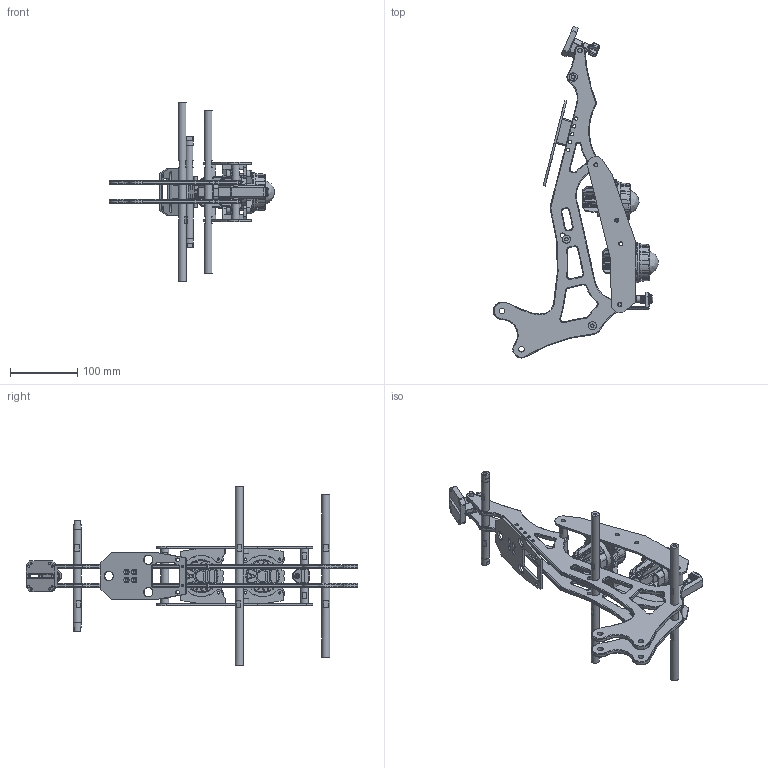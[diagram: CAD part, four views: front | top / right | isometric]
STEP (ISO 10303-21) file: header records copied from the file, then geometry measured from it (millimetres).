
FILE_DESCRIPTION(/* description */ (''),/* implementation_level */ '2;1');
FILE_NAME(/* name */ 'TOWER_GLOBAL_ASSY.step',/* time_stamp */ '2025-08-25T19:37:32+02:00',/* author */ (''),/* organization */ (''),/* preprocessor_version */ 'ST-DEVELOPER v20.1',/* originating_system */ 'Autodesk Translation Framework v14.10.0.0',/* authorisation */ '');
FILE_SCHEMA (('AUTOMOTIVE_DESIGN { 1 0 10303 214 3 1 1 }'));
Length unit declared in the file: millimetre
Products named in the file (20): TOWER_GLOBAL_ASSY; MM_FRAME_SPACER_M6; MAIN_FRAME; HIGH_ROD; HIGH_ROD_END; LOW_ROD; FF_LIGHT_SPACER; GPS_CLAMP_LOW; GPS_CLAMP_HIGH; GPS_AMPS_PLATE; M60_BRACKET_B; LIGHTS_SIDE_PLATE; M60_BRACKET_A; DASHBOARD_SUPPORT; DASHBOARD_PLATE; M60 v6; PARKING_LIGHT_HOLDER; T_T_Park_light; GPS_KNOB; MIDDLE_ROD
Assembly tree (36 placements, depth 2):
  TOWER_GLOBAL_ASSY
    MM_FRAME_SPACER_M6  x6
    MAIN_FRAME  x2
    HIGH_ROD  x2
    HIGH_ROD_END  x2
    LOW_ROD  x2
    FF_LIGHT_SPACER  x4
    GPS_CLAMP_LOW
    GPS_CLAMP_HIGH
    GPS_AMPS_PLATE
    LIGHTS_SIDE_PLATE  x2
    M60_BRACKET_B  x2
    M60_BRACKET_A  x2
    DASHBOARD_SUPPORT
    DASHBOARD_PLATE
    M60 v6  x2
    PARKING_LIGHT_HOLDER
    T_T_Park_light
    GPS_KNOB
    MIDDLE_ROD  x2
Bounding box: 246.32 x 494.62 x 268 mm (x, y, z)
Volume: 676368.8 mm3; surface area: 300718.2 mm2
Topology: 36 solids, 36 shells, 1665 faces, 4172 edges, 2635 vertices
Faces by surface type: plane 705, cylinder 578, torus 223, cone 73, bspline 62, sphere 24
Full cylindrical faces by diameter (mm): 1.8 x2, 3 x2, 3.3 x16, 4 x8, 4.2 x4, 4.3 x1, 5 x45, 5.7 x2, 5.8 x1, 5.9 x1, 6 x32, 7.5 x1, 8 x9, 8.3 x4, 8.4 x1, 9.836 x7, 10 x1, 11.834 x8, 12 x19, 14 x1
Entity records: 36570 total; most frequent: CARTESIAN_POINT 11333, DIRECTION 5308, ORIENTED_EDGE 5088, EDGE_CURVE 2544, AXIS2_PLACEMENT_3D 2076, VERTEX_POINT 1602, EDGE_LOOP 1180, LINE 1156
